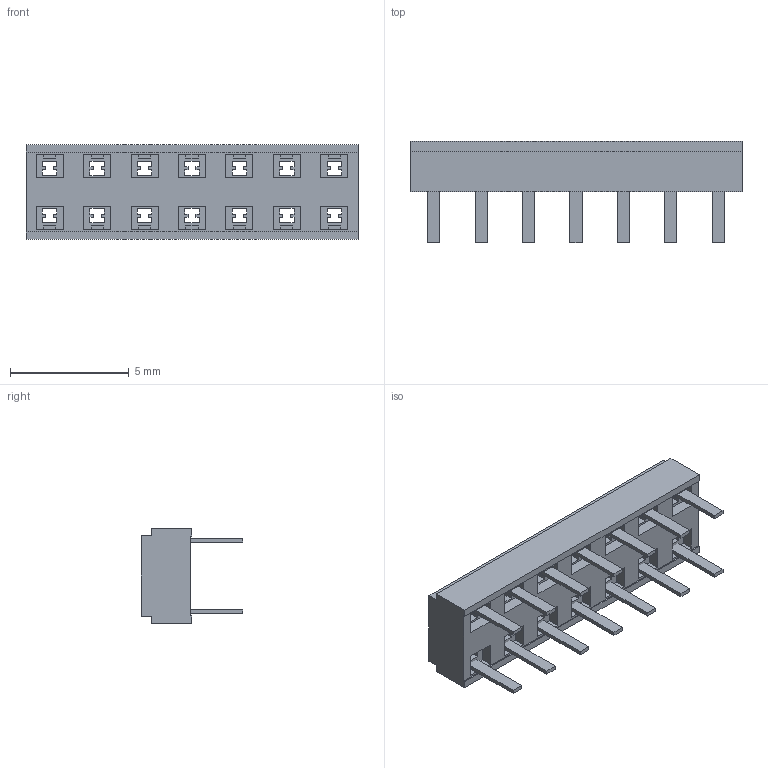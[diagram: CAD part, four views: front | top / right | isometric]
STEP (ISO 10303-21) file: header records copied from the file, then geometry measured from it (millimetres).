
FILE_DESCRIPTION( ( 'STEP AP214' ), '1' );
FILE_NAME( 'CLT-107-01-F-D.stp', '2022-01-26T00:16:27', ( 'License CC BY-ND 4.0' ), ( 'CADENAS' ), ' ', 'PARTsolutions', ' ' );
FILE_SCHEMA( ( 'AUTOMOTIVE_DESIGN { 1 0 10303 214 1 1 1 1 }' ) );
Length unit declared in the file: inch
Products named in the file (3): CLT-107-01-F-D; _CLT-107-01-F-D_socket; _C-0701_pins
Assembly tree (2 placements, depth 2):
  CLT-107-01-F-D
    _CLT-107-01-F-D_socket
    _C-0701_pins
Bounding box: 14 x 4.28 x 4 mm (x, y, z)
Volume: 98.4 mm3; surface area: 383 mm2
Topology: 2 solids, 2 shells, 330 faces, 918 edges, 612 vertices
Faces by surface type: plane 324, cylinder 6
Full cylindrical faces by diameter (mm): 0.889 x6
Entity records: 13078 total; most frequent: CARTESIAN_POINT 1857, ORIENTED_EDGE 1824, DIRECTION 1590, EDGE_CURVE 912, LINE 900, VECTOR 900, VERTEX_POINT 612, EDGE_LOOP 386
